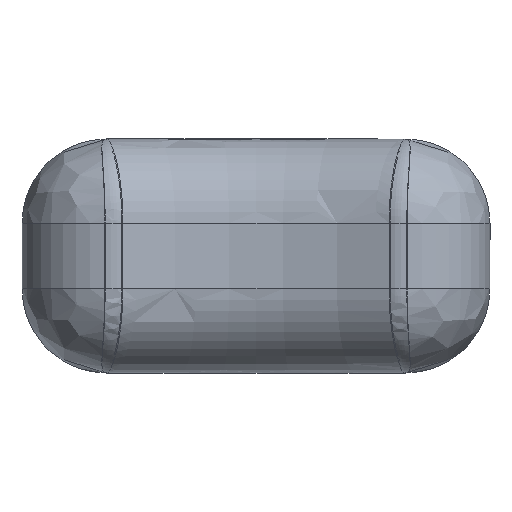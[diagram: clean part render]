
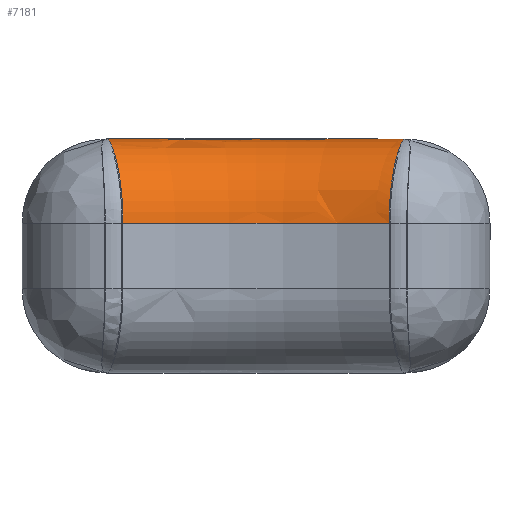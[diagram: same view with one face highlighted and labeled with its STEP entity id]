
A CAD part, front view. The second image highlights one B-rep face of the part: STEP entity #7181.
In plain terms, the highlighted toroidal (fillet/blend) face has major radius 474.96 mm and minor radius 90 mm.
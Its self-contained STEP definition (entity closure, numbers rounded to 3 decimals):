
#195=TOROIDAL_SURFACE('',#8274,474.96,90.);
#286=B_SPLINE_CURVE_WITH_KNOTS('',3,(#14481,#14482,#14483,#14484,#14485,
#14486,#14487,#14488,#14489,#14490,#14491,#14492,#14493,#14494,#14495,#14496,
#14497,#14498,#14499,#14500,#14501,#14502,#14503,#14504,#14505),
 .UNSPECIFIED.,.F.,.F.,(4,2,1,1,1,1,1,1,1,1,1,1,1,1,1,1,1,1,1,1,1,4),(-0.005,
0.,0.405,0.811,1.216,1.621,
2.026,2.432,2.837,3.242,3.647,
4.053,4.458,4.863,5.268,5.674,
6.079,6.484,6.889,7.295,7.7,
8.105),.UNSPECIFIED.);
#287=B_SPLINE_CURVE_WITH_KNOTS('',3,(#14610,#14611,#14612,#14613,#14614,
#14615,#14616,#14617,#14618,#14619,#14620,#14621,#14622,#14623,#14624,#14625,
#14626,#14627,#14628,#14629,#14630,#14631,#14632,#14633,#14634),
 .UNSPECIFIED.,.F.,.F.,(4,1,1,1,1,1,1,1,1,1,1,1,1,1,1,1,1,1,1,1,2,4),(0.,
0.405,0.811,1.216,1.621,2.026,
2.432,2.837,3.242,3.647,4.053,
4.458,4.863,5.268,5.674,6.079,
6.484,6.889,7.295,7.7,8.105,
8.11),.UNSPECIFIED.);
#964=FACE_OUTER_BOUND('',#1417,.T.);
#1417=EDGE_LOOP('',(#6544,#6545,#6546,#6547));
#2853=CIRCLE('',#8275,474.96);
#2854=CIRCLE('',#8276,384.96);
#3545=VERTEX_POINT('',#14452);
#3547=VERTEX_POINT('',#14455);
#3549=VERTEX_POINT('',#14607);
#3550=VERTEX_POINT('',#14609);
#4549=EDGE_CURVE('',#3547,#3545,#286,.T.);
#4551=EDGE_CURVE('',#3549,#3550,#287,.T.);
#4553=EDGE_CURVE('',#3547,#3550,#2853,.T.);
#4554=EDGE_CURVE('',#3549,#3545,#2854,.T.);
#6544=ORIENTED_EDGE('',*,*,#4549,.F.);
#6545=ORIENTED_EDGE('',*,*,#4553,.T.);
#6546=ORIENTED_EDGE('',*,*,#4551,.F.);
#6547=ORIENTED_EDGE('',*,*,#4554,.T.);
#7181=ADVANCED_FACE('',(#964),#195,.T.);
#8274=AXIS2_PLACEMENT_3D('',#14660,#10321,#10322);
#8275=AXIS2_PLACEMENT_3D('',#14661,#10323,#10324);
#8276=AXIS2_PLACEMENT_3D('',#14662,#10325,#10326);
#10321=DIRECTION('center_axis',(0.,0.,-1.));
#10322=DIRECTION('ref_axis',(-1.,0.,0.));
#10323=DIRECTION('center_axis',(0.,0.,1.));
#10324=DIRECTION('ref_axis',(0.,-1.,0.));
#10325=DIRECTION('center_axis',(0.,0.,-1.));
#10326=DIRECTION('ref_axis',(0.,-1.,0.));
#14452=CARTESIAN_POINT('',(-142.137,316.775,35.));
#14455=CARTESIAN_POINT('',(-157.61,226.487,125.));
#14481=CARTESIAN_POINT('Ctrl Pts',(-157.61,226.487,125.));
#14482=CARTESIAN_POINT('Ctrl Pts',(-157.611,226.513,125.));
#14483=CARTESIAN_POINT('Ctrl Pts',(-157.612,226.54,125.));
#14484=CARTESIAN_POINT('Ctrl Pts',(-157.666,228.712,124.998));
#14485=CARTESIAN_POINT('Ctrl Pts',(-157.595,233.1,124.86));
#14486=CARTESIAN_POINT('Ctrl Pts',(-157.135,239.823,124.178));
#14487=CARTESIAN_POINT('Ctrl Pts',(-156.428,246.547,122.996));
#14488=CARTESIAN_POINT('Ctrl Pts',(-155.542,253.234,121.294));
#14489=CARTESIAN_POINT('Ctrl Pts',(-154.525,259.828,119.06));
#14490=CARTESIAN_POINT('Ctrl Pts',(-153.426,266.228,116.316));
#14491=CARTESIAN_POINT('Ctrl Pts',(-152.269,272.436,113.051));
#14492=CARTESIAN_POINT('Ctrl Pts',(-151.08,278.424,109.258));
#14493=CARTESIAN_POINT('Ctrl Pts',(-149.89,284.108,104.975));
#14494=CARTESIAN_POINT('Ctrl Pts',(-148.726,289.441,100.231));
#14495=CARTESIAN_POINT('Ctrl Pts',(-147.615,294.354,95.091));
#14496=CARTESIAN_POINT('Ctrl Pts',(-146.56,298.883,89.518));
#14497=CARTESIAN_POINT('Ctrl Pts',(-145.582,302.978,83.545));
#14498=CARTESIAN_POINT('Ctrl Pts',(-144.702,306.59,77.237));
#14499=CARTESIAN_POINT('Ctrl Pts',(-143.937,309.68,70.659));
#14500=CARTESIAN_POINT('Ctrl Pts',(-143.297,312.228,63.875));
#14501=CARTESIAN_POINT('Ctrl Pts',(-142.784,314.251,56.832));
#14502=CARTESIAN_POINT('Ctrl Pts',(-142.411,315.707,49.622));
#14503=CARTESIAN_POINT('Ctrl Pts',(-142.186,316.582,42.313));
#14504=CARTESIAN_POINT('Ctrl Pts',(-142.137,316.775,37.432));
#14505=CARTESIAN_POINT('Ctrl Pts',(-142.137,316.775,35.));
#14607=CARTESIAN_POINT('',(142.137,316.775,35.));
#14609=CARTESIAN_POINT('',(157.61,226.487,125.));
#14610=CARTESIAN_POINT('Ctrl Pts',(142.137,316.775,35.));
#14611=CARTESIAN_POINT('Ctrl Pts',(142.137,316.775,37.432));
#14612=CARTESIAN_POINT('Ctrl Pts',(142.186,316.582,42.313));
#14613=CARTESIAN_POINT('Ctrl Pts',(142.411,315.707,49.622));
#14614=CARTESIAN_POINT('Ctrl Pts',(142.784,314.251,56.832));
#14615=CARTESIAN_POINT('Ctrl Pts',(143.297,312.228,63.875));
#14616=CARTESIAN_POINT('Ctrl Pts',(143.937,309.68,70.659));
#14617=CARTESIAN_POINT('Ctrl Pts',(144.702,306.59,77.237));
#14618=CARTESIAN_POINT('Ctrl Pts',(145.582,302.978,83.545));
#14619=CARTESIAN_POINT('Ctrl Pts',(146.56,298.883,89.518));
#14620=CARTESIAN_POINT('Ctrl Pts',(147.615,294.354,95.091));
#14621=CARTESIAN_POINT('Ctrl Pts',(148.726,289.441,100.231));
#14622=CARTESIAN_POINT('Ctrl Pts',(149.89,284.108,104.975));
#14623=CARTESIAN_POINT('Ctrl Pts',(151.08,278.424,109.258));
#14624=CARTESIAN_POINT('Ctrl Pts',(152.269,272.436,113.051));
#14625=CARTESIAN_POINT('Ctrl Pts',(153.426,266.228,116.316));
#14626=CARTESIAN_POINT('Ctrl Pts',(154.525,259.828,119.06));
#14627=CARTESIAN_POINT('Ctrl Pts',(155.542,253.234,121.294));
#14628=CARTESIAN_POINT('Ctrl Pts',(156.428,246.547,122.996));
#14629=CARTESIAN_POINT('Ctrl Pts',(157.135,239.823,124.178));
#14630=CARTESIAN_POINT('Ctrl Pts',(157.595,233.1,124.86));
#14631=CARTESIAN_POINT('Ctrl Pts',(157.666,228.712,124.998));
#14632=CARTESIAN_POINT('Ctrl Pts',(157.612,226.54,125.));
#14633=CARTESIAN_POINT('Ctrl Pts',(157.611,226.513,125.));
#14634=CARTESIAN_POINT('Ctrl Pts',(157.61,226.487,125.));
#14660=CARTESIAN_POINT('Origin',(0.,674.534,
35.));
#14661=CARTESIAN_POINT('Origin',(0.,674.534,
125.));
#14662=CARTESIAN_POINT('Origin',(0.,674.534,
35.));
